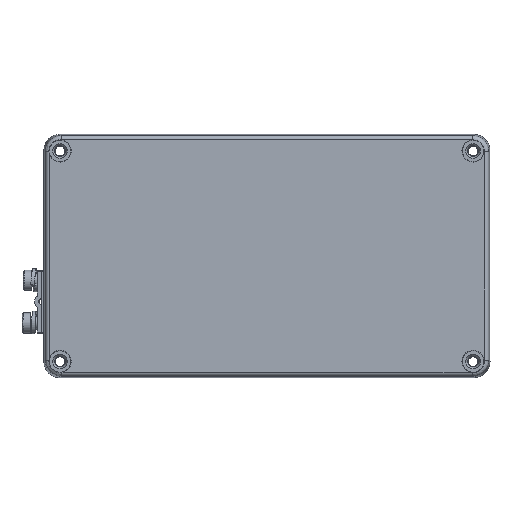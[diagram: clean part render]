
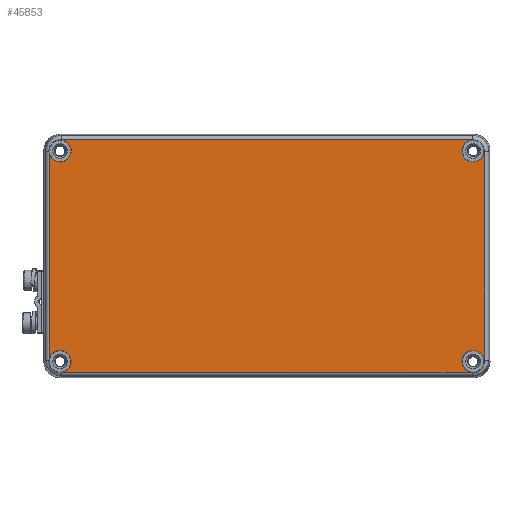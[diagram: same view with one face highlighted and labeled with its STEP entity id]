
A CAD part, top view. The second image highlights one B-rep face of the part: STEP entity #45853.
In plain terms, the highlighted planar face has unit normal (0, 0, 1).
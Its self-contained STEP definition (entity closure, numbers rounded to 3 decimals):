
#44349 = VERTEX_POINT('',#44350);
#44350 = CARTESIAN_POINT('',(-107.359,-50.761,
    20.3));
#44357 = EDGE_CURVE('',#44349,#44358,#44360,.T.);
#44358 = VERTEX_POINT('',#44359);
#44359 = CARTESIAN_POINT('',(-102.,-46.5,20.3));
#44360 = CIRCLE('',#44361,5.5);
#44361 = AXIS2_PLACEMENT_3D('',#44362,#44363,#44364);
#44362 = CARTESIAN_POINT('',(-102.,-52.,20.3));
#44363 = DIRECTION('',(0.,0.,-1.));
#44364 = DIRECTION('',(0.,-1.,0.));
#44392 = VERTEX_POINT('',#44393);
#44393 = CARTESIAN_POINT('',(-96.5,52.,
    20.3));
#44399 = EDGE_CURVE('',#44392,#44400,#44402,.T.);
#44400 = VERTEX_POINT('',#44401);
#44401 = CARTESIAN_POINT('',(-107.359,50.761,
    20.3));
#44402 = CIRCLE('',#44403,5.5);
#44403 = AXIS2_PLACEMENT_3D('',#44404,#44405,#44406);
#44404 = CARTESIAN_POINT('',(-102.,52.,
    20.3));
#44405 = DIRECTION('',(0.,0.,-1.));
#44406 = DIRECTION('',(1.,0.,0.));
#44452 = VERTEX_POINT('',#44453);
#44453 = CARTESIAN_POINT('',(102.,46.5,20.3));
#44459 = EDGE_CURVE('',#44452,#44460,#44462,.T.);
#44460 = VERTEX_POINT('',#44461);
#44461 = CARTESIAN_POINT('',(102.,57.5,20.3));
#44462 = CIRCLE('',#44463,5.5);
#44463 = AXIS2_PLACEMENT_3D('',#44464,#44465,#44466);
#44464 = CARTESIAN_POINT('',(102.,52.,20.3));
#44465 = DIRECTION('',(0.,0.,-1.));
#44466 = DIRECTION('',(0.,-1.,0.));
#44494 = VERTEX_POINT('',#44495);
#44495 = CARTESIAN_POINT('',(107.5,-52.,
    20.3));
#44501 = EDGE_CURVE('',#44494,#44502,#44504,.T.);
#44502 = VERTEX_POINT('',#44503);
#44503 = CARTESIAN_POINT('',(107.319,-53.398,
    20.3));
#44504 = CIRCLE('',#44505,5.5);
#44505 = AXIS2_PLACEMENT_3D('',#44506,#44507,#44508);
#44506 = CARTESIAN_POINT('',(102.,-52.,20.3));
#44507 = DIRECTION('',(0.,0.,-1.));
#44508 = DIRECTION('',(1.,0.,0.));
#44528 = VERTEX_POINT('',#44529);
#44529 = CARTESIAN_POINT('',(100.494,-57.29,
    20.3));
#44536 = EDGE_CURVE('',#44528,#44537,#44539,.T.);
#44537 = VERTEX_POINT('',#44538);
#44538 = CARTESIAN_POINT('',(96.5,-52.,
    20.3));
#44539 = CIRCLE('',#44540,5.5);
#44540 = AXIS2_PLACEMENT_3D('',#44541,#44542,#44543);
#44541 = CARTESIAN_POINT('',(102.,-52.,20.3));
#44542 = DIRECTION('',(0.,0.,-1.));
#44543 = DIRECTION('',(1.,0.,0.));
#45853 = ADVANCED_FACE('',(#45854),#45966,.T.);
#45854 = FACE_BOUND('',#45855,.T.);
#45855 = EDGE_LOOP('',(#45856,#45857,#45866,#45872,#45873,#45880,#45881,
    #45890,#45898,#45909,#45916,#45917,#45926,#45935,#45943,#45952,
    #45959,#45960));
#45856 = ORIENTED_EDGE('',*,*,#44357,.T.);
#45857 = ORIENTED_EDGE('',*,*,#45858,.T.);
#45858 = EDGE_CURVE('',#44358,#45859,#45861,.T.);
#45859 = VERTEX_POINT('',#45860);
#45860 = CARTESIAN_POINT('',(-100.494,-57.29,
    20.3));
#45861 = CIRCLE('',#45862,5.5);
#45862 = AXIS2_PLACEMENT_3D('',#45863,#45864,#45865);
#45863 = CARTESIAN_POINT('',(-102.,-52.,
    20.3));
#45864 = DIRECTION('',(0.,0.,-1.));
#45865 = DIRECTION('',(0.,-1.,0.));
#45866 = ORIENTED_EDGE('',*,*,#45867,.T.);
#45867 = EDGE_CURVE('',#45859,#44528,#45868,.T.);
#45868 = LINE('',#45869,#45870);
#45869 = CARTESIAN_POINT('',(54.901,-57.29,
    20.3));
#45870 = VECTOR('',#45871,1.);
#45871 = DIRECTION('',(1.,0.,0.));
#45872 = ORIENTED_EDGE('',*,*,#44536,.T.);
#45873 = ORIENTED_EDGE('',*,*,#45874,.T.);
#45874 = EDGE_CURVE('',#44537,#44494,#45875,.T.);
#45875 = CIRCLE('',#45876,5.5);
#45876 = AXIS2_PLACEMENT_3D('',#45877,#45878,#45879);
#45877 = CARTESIAN_POINT('',(102.,-52.,20.3));
#45878 = DIRECTION('',(0.,0.,-1.));
#45879 = DIRECTION('',(1.,0.,0.));
#45880 = ORIENTED_EDGE('',*,*,#44501,.T.);
#45881 = ORIENTED_EDGE('',*,*,#45882,.T.);
#45882 = EDGE_CURVE('',#44502,#45883,#45885,.T.);
#45883 = VERTEX_POINT('',#45884);
#45884 = CARTESIAN_POINT('',(107.7,-51.293,
    20.3));
#45885 = B_SPLINE_CURVE_WITH_KNOTS('',3,(#45886,#45887,#45888,#45889),
  .UNSPECIFIED.,.F.,.F.,(4,4),(0.,1.),.PIECEWISE_BEZIER_KNOTS.);
#45886 = CARTESIAN_POINT('',(107.319,-53.398,
    20.3));
#45887 = CARTESIAN_POINT('',(107.571,-52.726,
    20.3));
#45888 = CARTESIAN_POINT('',(107.7,-52.011,
    20.3));
#45889 = CARTESIAN_POINT('',(107.7,-51.293,
    20.3));
#45890 = ORIENTED_EDGE('',*,*,#45891,.T.);
#45891 = EDGE_CURVE('',#45883,#45892,#45894,.T.);
#45892 = VERTEX_POINT('',#45893);
#45893 = CARTESIAN_POINT('',(107.7,51.523,
    20.3));
#45894 = LINE('',#45895,#45896);
#45895 = CARTESIAN_POINT('',(107.7,0.115,
    20.3));
#45896 = VECTOR('',#45897,1.);
#45897 = DIRECTION('',(0.,1.,0.));
#45898 = ORIENTED_EDGE('',*,*,#45899,.T.);
#45899 = EDGE_CURVE('',#45892,#45900,#45902,.T.);
#45900 = VERTEX_POINT('',#45901);
#45901 = CARTESIAN_POINT('',(106.804,54.678,
    20.3));
#45902 = B_SPLINE_CURVE_WITH_KNOTS('',3,(#45903,#45904,#45905,#45906,
    #45907,#45908),.UNSPECIFIED.,.F.,.F.,(4,2,4),(0.,0.5,1.),
  .UNSPECIFIED.);
#45903 = CARTESIAN_POINT('',(107.7,51.523,
    20.3));
#45904 = CARTESIAN_POINT('',(107.7,52.077,
    20.3));
#45905 = CARTESIAN_POINT('',(107.623,52.631,
    20.3));
#45906 = CARTESIAN_POINT('',(107.321,53.695,
    20.3));
#45907 = CARTESIAN_POINT('',(107.096,54.206,
    20.3));
#45908 = CARTESIAN_POINT('',(106.804,54.678,
    20.3));
#45909 = ORIENTED_EDGE('',*,*,#45910,.T.);
#45910 = EDGE_CURVE('',#45900,#44452,#45911,.T.);
#45911 = CIRCLE('',#45912,5.5);
#45912 = AXIS2_PLACEMENT_3D('',#45913,#45914,#45915);
#45913 = CARTESIAN_POINT('',(102.,52.,20.3));
#45914 = DIRECTION('',(0.,0.,-1.));
#45915 = DIRECTION('',(0.,-1.,0.));
#45916 = ORIENTED_EDGE('',*,*,#44459,.T.);
#45917 = ORIENTED_EDGE('',*,*,#45918,.T.);
#45918 = EDGE_CURVE('',#44460,#45919,#45921,.T.);
#45919 = VERTEX_POINT('',#45920);
#45920 = CARTESIAN_POINT('',(102.254,57.494,
    20.3));
#45921 = CIRCLE('',#45922,5.5);
#45922 = AXIS2_PLACEMENT_3D('',#45923,#45924,#45925);
#45923 = CARTESIAN_POINT('',(102.,52.,20.3));
#45924 = DIRECTION('',(0.,0.,-1.));
#45925 = DIRECTION('',(0.,-1.,0.));
#45926 = ORIENTED_EDGE('',*,*,#45927,.F.);
#45927 = EDGE_CURVE('',#45928,#45919,#45930,.T.);
#45928 = VERTEX_POINT('',#45929);
#45929 = CARTESIAN_POINT('',(101.704,57.519,
    20.3));
#45930 = B_SPLINE_CURVE_WITH_KNOTS('',3,(#45931,#45932,#45933,#45934),
  .UNSPECIFIED.,.F.,.F.,(4,4),(0.,1.),.PIECEWISE_BEZIER_KNOTS.);
#45931 = CARTESIAN_POINT('',(101.704,57.519,
    20.3));
#45932 = CARTESIAN_POINT('',(101.888,57.519,
    20.3));
#45933 = CARTESIAN_POINT('',(102.071,57.511,
    20.3));
#45934 = CARTESIAN_POINT('',(102.254,57.494,
    20.3));
#45935 = ORIENTED_EDGE('',*,*,#45936,.T.);
#45936 = EDGE_CURVE('',#45928,#45937,#45939,.T.);
#45937 = VERTEX_POINT('',#45938);
#45938 = CARTESIAN_POINT('',(-101.362,57.519,
    20.3));
#45939 = LINE('',#45940,#45941);
#45940 = CARTESIAN_POINT('',(54.901,57.519,
    20.3));
#45941 = VECTOR('',#45942,1.);
#45942 = DIRECTION('',(-1.,0.,0.));
#45943 = ORIENTED_EDGE('',*,*,#45944,.F.);
#45944 = EDGE_CURVE('',#45945,#45937,#45947,.T.);
#45945 = VERTEX_POINT('',#45946);
#45946 = CARTESIAN_POINT('',(-101.865,57.498,
    20.3));
#45947 = B_SPLINE_CURVE_WITH_KNOTS('',3,(#45948,#45949,#45950,#45951),
  .UNSPECIFIED.,.F.,.F.,(4,4),(0.,1.),.PIECEWISE_BEZIER_KNOTS.);
#45948 = CARTESIAN_POINT('',(-101.865,57.498,
    20.3));
#45949 = CARTESIAN_POINT('',(-101.698,57.512,
    20.3));
#45950 = CARTESIAN_POINT('',(-101.53,57.519,
    20.3));
#45951 = CARTESIAN_POINT('',(-101.362,57.519,
    20.3));
#45952 = ORIENTED_EDGE('',*,*,#45953,.T.);
#45953 = EDGE_CURVE('',#45945,#44392,#45954,.T.);
#45954 = CIRCLE('',#45955,5.5);
#45955 = AXIS2_PLACEMENT_3D('',#45956,#45957,#45958);
#45956 = CARTESIAN_POINT('',(-102.,52.,
    20.3));
#45957 = DIRECTION('',(0.,0.,-1.));
#45958 = DIRECTION('',(1.,0.,0.));
#45959 = ORIENTED_EDGE('',*,*,#44399,.T.);
#45960 = ORIENTED_EDGE('',*,*,#45961,.T.);
#45961 = EDGE_CURVE('',#44400,#44349,#45962,.T.);
#45962 = LINE('',#45963,#45964);
#45963 = CARTESIAN_POINT('',(-107.359,0.115,
    20.3));
#45964 = VECTOR('',#45965,1.);
#45965 = DIRECTION('',(0.,-1.,0.));
#45966 = PLANE('',#45967);
#45967 = AXIS2_PLACEMENT_3D('',#45968,#45969,#45970);
#45968 = CARTESIAN_POINT('',(-194.116,249.133,
    20.3));
#45969 = DIRECTION('',(0.,0.,1.));
#45970 = DIRECTION('',(0.,-1.,0.));
